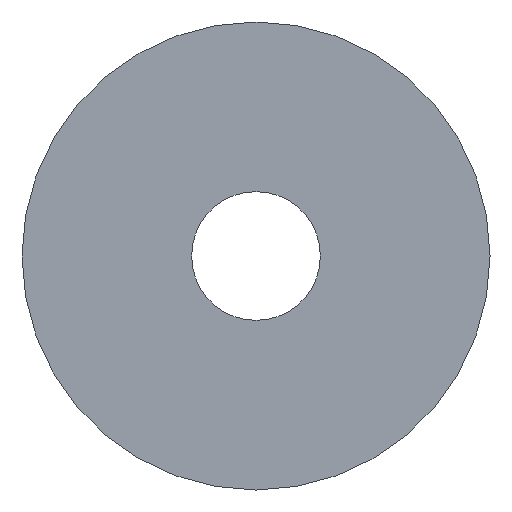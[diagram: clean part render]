
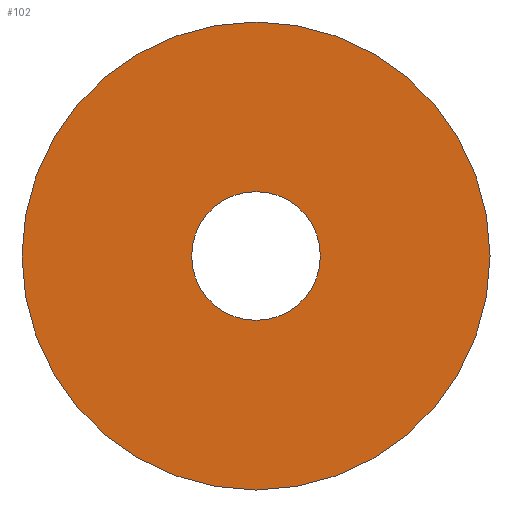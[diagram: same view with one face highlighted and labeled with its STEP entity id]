
A CAD part, left-side view. The second image highlights one B-rep face of the part: STEP entity #102.
In plain terms, the highlighted planar face has unit normal (-1, 0, 0).
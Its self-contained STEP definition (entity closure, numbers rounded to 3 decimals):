
#29=FACE_BOUND('',#40,.T.);
#32=FACE_OUTER_BOUND('',#39,.T.);
#39=EDGE_LOOP('',(#75));
#40=EDGE_LOOP('',(#76));
#49=CIRCLE('',#124,6.);
#50=CIRCLE('',#125,1.65);
#55=VERTEX_POINT('',#170);
#56=VERTEX_POINT('',#172);
#63=EDGE_CURVE('',#55,#55,#49,.T.);
#64=EDGE_CURVE('',#56,#56,#50,.T.);
#75=ORIENTED_EDGE('',*,*,#63,.F.);
#76=ORIENTED_EDGE('',*,*,#64,.F.);
#99=PLANE('',#123);
#102=ADVANCED_FACE('',(#32,#29),#99,.F.);
#123=AXIS2_PLACEMENT_3D('',#169,#138,#139);
#124=AXIS2_PLACEMENT_3D('',#171,#140,#141);
#125=AXIS2_PLACEMENT_3D('',#173,#142,#143);
#138=DIRECTION('center_axis',(1.,0.,0.));
#139=DIRECTION('ref_axis',(0.,0.,-1.));
#140=DIRECTION('center_axis',(1.,0.,0.));
#141=DIRECTION('ref_axis',(0.,-1.,0.));
#142=DIRECTION('center_axis',(-1.,0.,0.));
#143=DIRECTION('ref_axis',(0.,-1.,0.));
#169=CARTESIAN_POINT('Origin',(0.,0.032,0.));
#170=CARTESIAN_POINT('',(0.,6.032,0.));
#171=CARTESIAN_POINT('Origin',(0.,0.032,
0.));
#172=CARTESIAN_POINT('',(0.,1.682,0.));
#173=CARTESIAN_POINT('Origin',(0.,0.032,0.));
